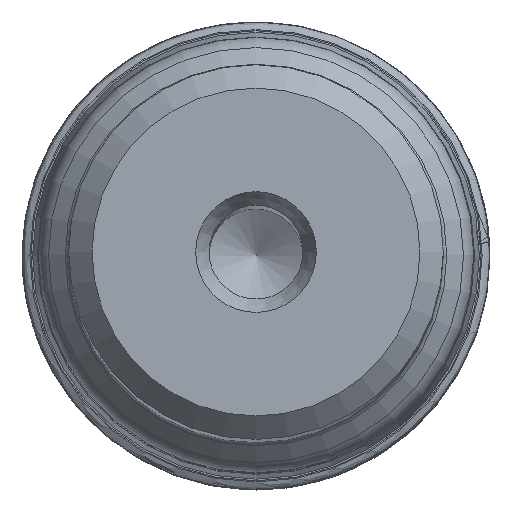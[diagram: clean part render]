
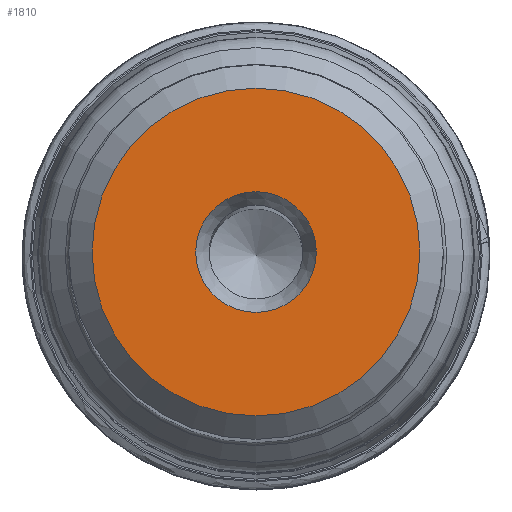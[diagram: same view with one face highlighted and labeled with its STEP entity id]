
A CAD part, top view. The second image highlights one B-rep face of the part: STEP entity #1810.
In plain terms, the highlighted planar face has unit normal (0, 0, 1).
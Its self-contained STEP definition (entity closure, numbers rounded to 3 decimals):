
#1671=PLANE('',#8529);
#1810=ADVANCED_FACE('',(#3112,#3113),#1671,.F.);
#3112=FACE_BOUND('',#3254,.T.);
#3113=FACE_BOUND('',#3255,.T.);
#3254=EDGE_LOOP('',(#3849));
#3255=EDGE_LOOP('',(#3850));
#3849=ORIENTED_EDGE('',*,*,#6885,.T.);
#3850=ORIENTED_EDGE('',*,*,#6886,.F.);
#6161=VERTEX_POINT('',#10865);
#6162=VERTEX_POINT('',#10867);
#6885=EDGE_CURVE('',#6161,#6161,#8051,.T.);
#6886=EDGE_CURVE('',#6162,#6162,#8052,.T.);
#8051=CIRCLE('',#8527,14.);
#8052=CIRCLE('',#8528,5.155);
#8527=AXIS2_PLACEMENT_3D('',#10864,#9161,#9162);
#8528=AXIS2_PLACEMENT_3D('',#10866,#9163,#9164);
#8529=AXIS2_PLACEMENT_3D('',#10868,#9165,#9166);
#9161=DIRECTION('',(0.,0.,1.));
#9162=DIRECTION('',(-1.,0.,0.));
#9163=DIRECTION('',(0.,0.,1.));
#9164=DIRECTION('',(1.,0.,0.));
#9165=DIRECTION('',(0.,0.,-1.));
#9166=DIRECTION('',(-1.,0.,0.));
#10864=CARTESIAN_POINT('',(0.,0.,145.));
#10865=CARTESIAN_POINT('',(-14.,0.,145.));
#10866=CARTESIAN_POINT('',(0.,0.,145.));
#10867=CARTESIAN_POINT('',(5.155,0.,145.));
#10868=CARTESIAN_POINT('',(16.,0.,145.));
